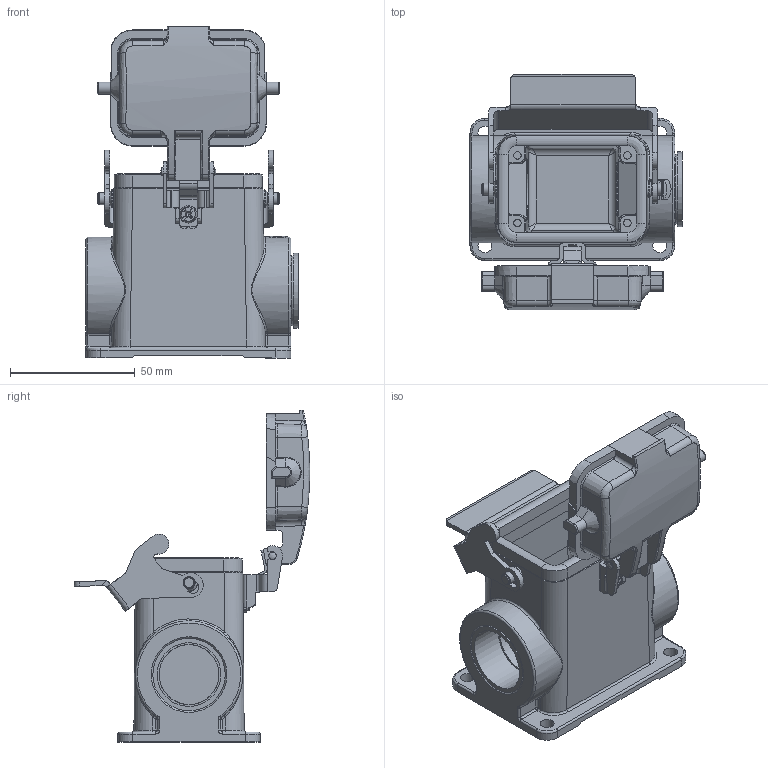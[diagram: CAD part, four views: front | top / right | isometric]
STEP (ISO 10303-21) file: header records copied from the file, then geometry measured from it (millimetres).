
FILE_DESCRIPTION((''),'2;1');
FILE_NAME('04300060272.stp','2020-07-07T15:06:24',('e.eickhoff'),(''),'Autodesk Inventor 2012','Autodesk Inventor 2012','');
FILE_SCHEMA(('AUTOMOTIVE_DESIGN { 1 0 10303 214 1 1 1 1 }'));
Length unit declared in the file: millimetre
Products named in the file (5): 04300060272; M25-PG21 Adapter; KBRM25; Metallbügel 1
Assembly tree (5 placements, depth 2):
  04300060272
    04300060272
    M25-PG21 Adapter  x2
    KBRM25
    Metallbügel 1
Bounding box: 84.9 x 94.38 x 132.93 mm (x, y, z)
Volume: 132326.8 mm3; surface area: 66250.4 mm2
Topology: 6 solids, 6 shells, 794 faces, 2039 edges, 1286 vertices
Faces by surface type: plane 379, cylinder 253, torus 57, bspline 50, cone 41, sphere 14
Full cylindrical faces by diameter (mm): 0.88 x1, 1.04 x1, 3 x6, 3.3 x1, 4 x2, 4.8 x2, 5.6 x4, 7 x3, 24 x2, 25.5 x3, 28 x1, 28.3 x2, 29 x2, 30 x1
Entity records: 26400 total; most frequent: CARTESIAN_POINT 6908, DIRECTION 4074, ORIENTED_EDGE 3910, EDGE_CURVE 1955, AXIS2_PLACEMENT_3D 1491, VERTEX_POINT 1261, VECTOR 1092, LINE 1092
